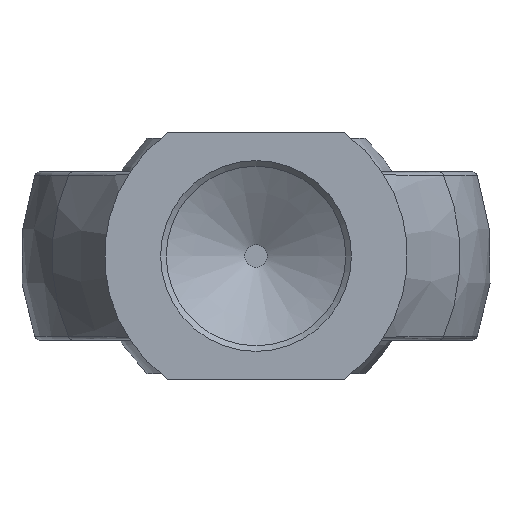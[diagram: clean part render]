
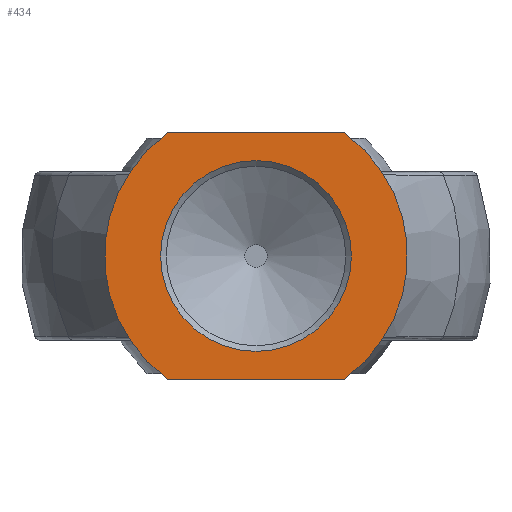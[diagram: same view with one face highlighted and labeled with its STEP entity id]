
A CAD part, front view. The second image highlights one B-rep face of the part: STEP entity #434.
In plain terms, the highlighted planar face has unit normal (0, -1, 0).
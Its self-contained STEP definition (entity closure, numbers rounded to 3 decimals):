
#18 = EDGE_CURVE ( 'NONE', #1477, #515, #2097, .T. ) ;
#156 = AXIS2_PLACEMENT_3D ( 'NONE', #509, #2875, #1620 ) ;
#174 = CARTESIAN_POINT ( 'NONE',  ( 0., -64., 0. ) ) ;
#179 = CARTESIAN_POINT ( 'NONE',  ( -7.762, -64., 10.8 ) ) ;
#186 = FACE_BOUND ( 'NONE', #2303, .T. ) ;
#231 = EDGE_CURVE ( 'NONE', #3182, #660, #1723, .T. ) ;
#260 = DIRECTION ( 'NONE',  ( 0., -1., 0. ) ) ;
#355 = EDGE_CURVE ( 'NONE', #2417, #2417, #3041, .T. ) ;
#376 = CARTESIAN_POINT ( 'NONE',  ( 0., -64., 0. ) ) ;
#434 = ADVANCED_FACE ( 'NONE', ( #186, #1481 ), #2527, .T. ) ;
#462 = AXIS2_PLACEMENT_3D ( 'NONE', #174, #3336, #2782 ) ;
#478 = EDGE_CURVE ( 'NONE', #3182, #2807, #2352, .T. ) ;
#509 = CARTESIAN_POINT ( 'NONE',  ( 7.762, -64., -10.8 ) ) ;
#515 = VERTEX_POINT ( 'NONE', #678 ) ;
#528 = AXIS2_PLACEMENT_3D ( 'NONE', #920, #1682, #890 ) ;
#535 = DIRECTION ( 'NONE',  ( 1., 0., 0. ) ) ;
#660 = VERTEX_POINT ( 'NONE', #904 ) ;
#678 = CARTESIAN_POINT ( 'NONE',  ( -7.762, -64., -11. ) ) ;
#684 = EDGE_CURVE ( 'NONE', #1053, #3050, #1162, .T. ) ;
#696 = DIRECTION ( 'NONE',  ( 0., 0., -1. ) ) ;
#699 = CARTESIAN_POINT ( 'NONE',  ( 7.762, -64., -11. ) ) ;
#874 = DIRECTION ( 'NONE',  ( 0., 0., -1. ) ) ;
#890 = DIRECTION ( 'NONE',  ( 0., 0., -1. ) ) ;
#904 = CARTESIAN_POINT ( 'NONE',  ( -7.879, -64., 10.962 ) ) ;
#920 = CARTESIAN_POINT ( 'NONE',  ( 0., -64., 0. ) ) ;
#997 = AXIS2_PLACEMENT_3D ( 'NONE', #3019, #2201, #1149 ) ;
#1053 = VERTEX_POINT ( 'NONE', #1928 ) ;
#1119 = DIRECTION ( 'NONE',  ( 0., -1., 0. ) ) ;
#1149 = DIRECTION ( 'NONE',  ( 0., 0., -1. ) ) ;
#1152 = EDGE_LOOP ( 'NONE', ( #3386, #2287, #1766, #2743, #3049, #1706, #2840, #1742 ) ) ;
#1162 = CIRCLE ( 'NONE', #1338, 13.5 ) ;
#1231 = VECTOR ( 'NONE', #3321, 1000. ) ;
#1256 = LINE ( 'NONE', #1522, #1231 ) ;
#1338 = AXIS2_PLACEMENT_3D ( 'NONE', #376, #1119, #874 ) ;
#1343 = CARTESIAN_POINT ( 'NONE',  ( -7.879, -64., -10.962 ) ) ;
#1387 = CARTESIAN_POINT ( 'NONE',  ( 7.762, -64., 11. ) ) ;
#1477 = VERTEX_POINT ( 'NONE', #1343 ) ;
#1481 = FACE_OUTER_BOUND ( 'NONE', #1152, .T. ) ;
#1522 = CARTESIAN_POINT ( 'NONE',  ( -21., -64., -11. ) ) ;
#1620 = DIRECTION ( 'NONE',  ( 0., 0., -1. ) ) ;
#1682 = DIRECTION ( 'NONE',  ( 0., -1., 0. ) ) ;
#1706 = ORIENTED_EDGE ( 'NONE', *, *, #1793, .T. ) ;
#1723 = CIRCLE ( 'NONE', #3152, 0.2 ) ;
#1742 = ORIENTED_EDGE ( 'NONE', *, *, #231, .T. ) ;
#1766 = ORIENTED_EDGE ( 'NONE', *, *, #2285, .F. ) ;
#1776 = DIRECTION ( 'NONE',  ( 0., -1., 0. ) ) ;
#1793 = EDGE_CURVE ( 'NONE', #3050, #2807, #3329, .T. ) ;
#1824 = CARTESIAN_POINT ( 'NONE',  ( -7.762, -64., -10.8 ) ) ;
#1826 = VECTOR ( 'NONE', #535, 1000. ) ;
#1886 = VERTEX_POINT ( 'NONE', #699 ) ;
#1928 = CARTESIAN_POINT ( 'NONE',  ( 7.879, -64., -10.962 ) ) ;
#1936 = DIRECTION ( 'NONE',  ( 0., -1., 0. ) ) ;
#2041 = AXIS2_PLACEMENT_3D ( 'NONE', #1824, #260, #2342 ) ;
#2097 = CIRCLE ( 'NONE', #2041, 0.2 ) ;
#2201 = DIRECTION ( 'NONE',  ( 0., -1., 0. ) ) ;
#2278 = CIRCLE ( 'NONE', #156, 0.2 ) ;
#2285 = EDGE_CURVE ( 'NONE', #1886, #515, #1256, .T. ) ;
#2287 = ORIENTED_EDGE ( 'NONE', *, *, #18, .T. ) ;
#2303 = EDGE_LOOP ( 'NONE', ( #2654 ) ) ;
#2342 = DIRECTION ( 'NONE',  ( 0., 0., -1. ) ) ;
#2352 = LINE ( 'NONE', #2886, #1826 ) ;
#2402 = CARTESIAN_POINT ( 'NONE',  ( 7.879, -64., 10.962 ) ) ;
#2417 = VERTEX_POINT ( 'NONE', #2744 ) ;
#2527 = PLANE ( 'NONE',  #997 ) ;
#2612 = AXIS2_PLACEMENT_3D ( 'NONE', #3203, #1936, #3311 ) ;
#2654 = ORIENTED_EDGE ( 'NONE', *, *, #355, .T. ) ;
#2735 = CARTESIAN_POINT ( 'NONE',  ( -7.762, -64., 11. ) ) ;
#2743 = ORIENTED_EDGE ( 'NONE', *, *, #3344, .T. ) ;
#2744 = CARTESIAN_POINT ( 'NONE',  ( 0., -64., -8.5 ) ) ;
#2782 = DIRECTION ( 'NONE',  ( 0., 0., -1. ) ) ;
#2807 = VERTEX_POINT ( 'NONE', #1387 ) ;
#2840 = ORIENTED_EDGE ( 'NONE', *, *, #478, .F. ) ;
#2875 = DIRECTION ( 'NONE',  ( 0., -1., 0. ) ) ;
#2886 = CARTESIAN_POINT ( 'NONE',  ( -21., -64., 11. ) ) ;
#3019 = CARTESIAN_POINT ( 'NONE',  ( 0., -64., 0. ) ) ;
#3041 = CIRCLE ( 'NONE', #462, 8.5 ) ;
#3049 = ORIENTED_EDGE ( 'NONE', *, *, #684, .T. ) ;
#3050 = VERTEX_POINT ( 'NONE', #2402 ) ;
#3051 = CIRCLE ( 'NONE', #528, 13.5 ) ;
#3129 = EDGE_CURVE ( 'NONE', #660, #1477, #3051, .T. ) ;
#3152 = AXIS2_PLACEMENT_3D ( 'NONE', #179, #1776, #696 ) ;
#3182 = VERTEX_POINT ( 'NONE', #2735 ) ;
#3203 = CARTESIAN_POINT ( 'NONE',  ( 7.762, -64., 10.8 ) ) ;
#3311 = DIRECTION ( 'NONE',  ( 0., 0., -1. ) ) ;
#3321 = DIRECTION ( 'NONE',  ( -1., 0., 0. ) ) ;
#3329 = CIRCLE ( 'NONE', #2612, 0.2 ) ;
#3336 = DIRECTION ( 'NONE',  ( 0., 1., 0. ) ) ;
#3344 = EDGE_CURVE ( 'NONE', #1886, #1053, #2278, .T. ) ;
#3386 = ORIENTED_EDGE ( 'NONE', *, *, #3129, .T. ) ;
